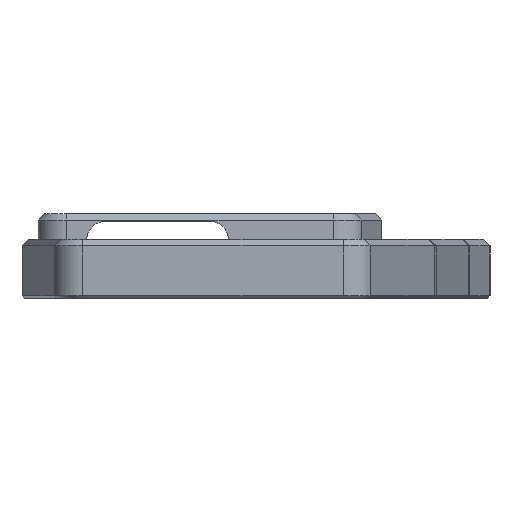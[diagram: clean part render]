
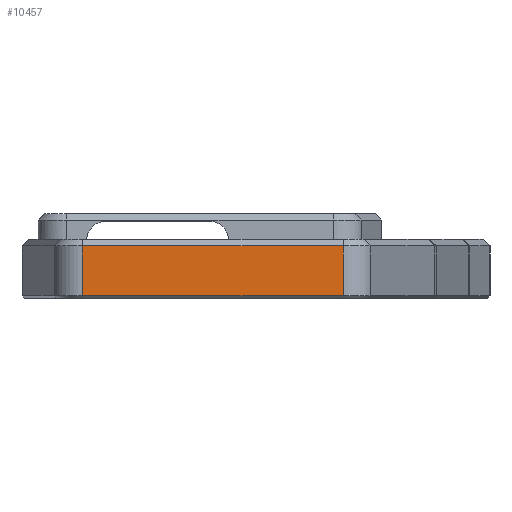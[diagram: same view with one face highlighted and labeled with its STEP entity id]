
A CAD part, left-side view. The second image highlights one B-rep face of the part: STEP entity #10457.
In plain terms, the highlighted planar face has unit normal (-1, 0, 0).
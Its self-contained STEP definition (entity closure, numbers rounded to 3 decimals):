
#10418=CARTESIAN_POINT('',(-142.338,-31.586,-17.));
#10419=DIRECTION('',(-1.,0.,0.));
#10420=DIRECTION('',(0.,0.,1.));
#10421=AXIS2_PLACEMENT_3D('',#10418,#10419,#10420);
#10422=PLANE('',#10421);
#10423=CARTESIAN_POINT('',(-142.338,-7.155,6.3));
#10424=VERTEX_POINT('',#10423);
#10425=CARTESIAN_POINT('',(-142.338,-7.155,-3.05));
#10426=VERTEX_POINT('',#10425);
#10427=CARTESIAN_POINT('',(-142.338,-7.155,6.3));
#10428=DIRECTION('',(0.,0.,-1.));
#10429=VECTOR('',#10428,9.35);
#10430=LINE('',#10427,#10429);
#10431=EDGE_CURVE('',#10424,#10426,#10430,.T.);
#10432=ORIENTED_EDGE('',*,*,#10431,.T.);
#10433=CARTESIAN_POINT('',(-142.338,-56.111,-3.05));
#10434=VERTEX_POINT('',#10433);
#10435=CARTESIAN_POINT('',(-142.338,-7.155,-3.05));
#10436=DIRECTION('',(0.,-1.,0.));
#10437=VECTOR('',#10436,48.957);
#10438=LINE('',#10435,#10437);
#10439=EDGE_CURVE('',#10426,#10434,#10438,.T.);
#10440=ORIENTED_EDGE('',*,*,#10439,.T.);
#10441=CARTESIAN_POINT('',(-142.338,-56.111,6.3));
#10442=VERTEX_POINT('',#10441);
#10443=CARTESIAN_POINT('',(-142.338,-56.111,-3.05));
#10444=DIRECTION('',(-0.,-0.,1.));
#10445=VECTOR('',#10444,9.35);
#10446=LINE('',#10443,#10445);
#10447=EDGE_CURVE('',#10434,#10442,#10446,.T.);
#10448=ORIENTED_EDGE('',*,*,#10447,.T.);
#10449=CARTESIAN_POINT('',(-142.338,-56.111,6.3));
#10450=DIRECTION('',(0.,1.,0.));
#10451=VECTOR('',#10450,48.957);
#10452=LINE('',#10449,#10451);
#10453=EDGE_CURVE('',#10442,#10424,#10452,.T.);
#10454=ORIENTED_EDGE('',*,*,#10453,.T.);
#10455=EDGE_LOOP('',(#10432,#10440,#10448,#10454));
#10456=FACE_BOUND('',#10455,.T.);
#10457=ADVANCED_FACE('',(#10456),#10422,.T.);
